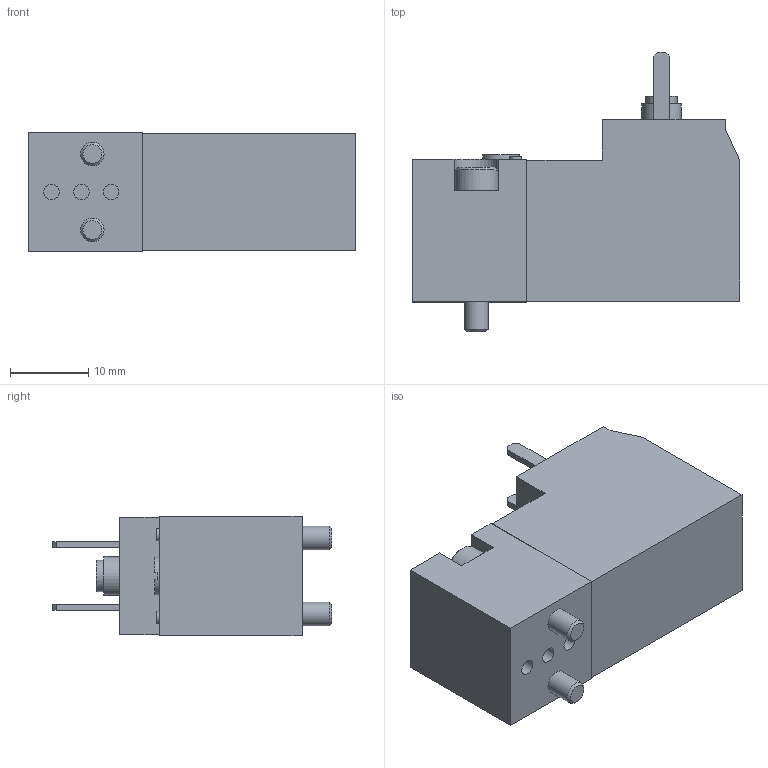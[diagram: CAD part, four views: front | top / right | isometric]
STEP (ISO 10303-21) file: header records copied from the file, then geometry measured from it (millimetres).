
FILE_DESCRIPTION(/* description */ ('STEP AP214'),/* implementation_level */ '2;1');
FILE_NAME(/* name */ '8040572_VSCS-B-M32-MD-WA-1AC1-8',/* time_stamp */ '2024-09-17T04:26:27+02:00',/* author */ ('License CC BY-ND 4.0'),/* organization */ ('CADENAS'),/* preprocessor_version */ 'ST-DEVELOPER v19.3',/* originating_system */ 'PARTsolutions',/* authorisation */ ' ');
FILE_SCHEMA (('AUTOMOTIVE_DESIGN {1 0 10303 214 3 1 1}'));
Length unit declared in the file: millimetre
Products named in the file (1): 8040572 VSCS-B-M32-MD-WA-1AC1-8
Bounding box: 41.85 x 35.7 x 15.2 mm (x, y, z)
Volume: 12644.2 mm3; surface area: 4182.6 mm2
Topology: 1 solids, 1 shells, 89 faces, 211 edges, 139 vertices
Faces by surface type: plane 65, cylinder 16, cone 8
Full cylindrical faces by diameter (mm): 1.52 x2, 2 x3, 2.013 x1, 2.5 x1, 3 x2, 4 x1, 4.8 x1, 5 x1, 5.5 x2
Entity records: 3014 total; most frequent: CARTESIAN_POINT 439, DIRECTION 388, ORIENTED_EDGE 358, EDGE_CURVE 179, AXIS2_PLACEMENT_3D 131, VERTEX_POINT 130, FACE_BOUND 127, LINE 126
